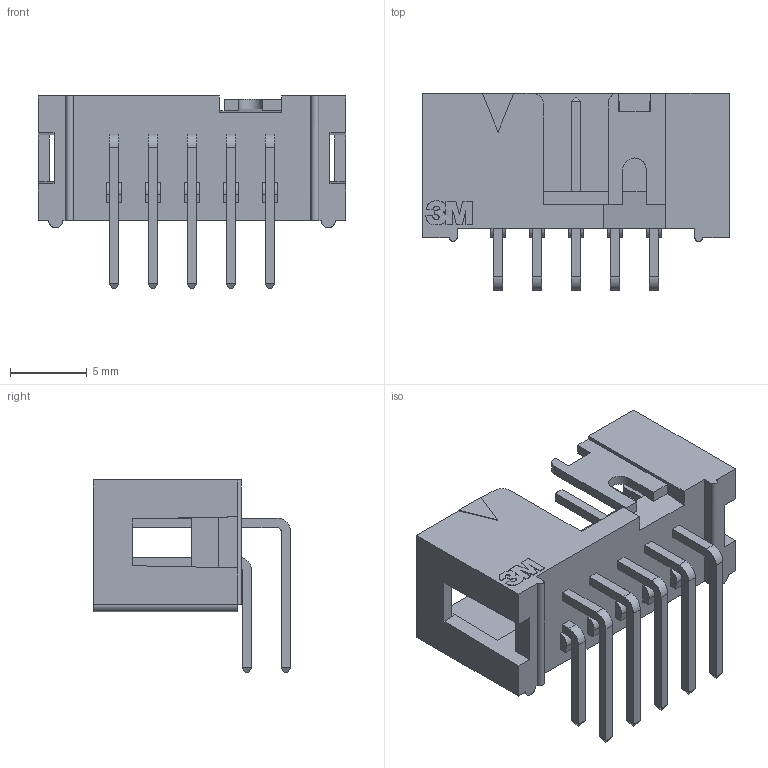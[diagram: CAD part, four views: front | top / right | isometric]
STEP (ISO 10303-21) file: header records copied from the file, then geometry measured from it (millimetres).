
FILE_DESCRIPTION((''),'2;1');
FILE_NAME('3M_N2510-5002RB.stp','2010-03-09T11:54:59',(''),(''),'Mechanical Desktop 2010','Mechanical Desktop 2010',', , ');
FILE_SCHEMA(('AUTOMOTIVE_DESIGN { 1 2 10303 214 1 1 1 1 }'));
Length unit declared in the file: millimetre
Products named in the file (1): Product
Bounding box: 20.02 x 12.85 x 12.62 mm (x, y, z)
Volume: 674.6 mm3; surface area: 1574.8 mm2
Topology: 26 solids, 26 shells, 368 faces, 888 edges, 573 vertices
Faces by surface type: plane 326, cylinder 38, bspline 4
Entity records: 10978 total; most frequent: CARTESIAN_POINT 2940, ORIENTED_EDGE 1766, DIRECTION 1365, EDGE_CURVE 883, VERTEX_POINT 563, VECTOR 535, LINE 535, AXIS2_PLACEMENT_3D 415
